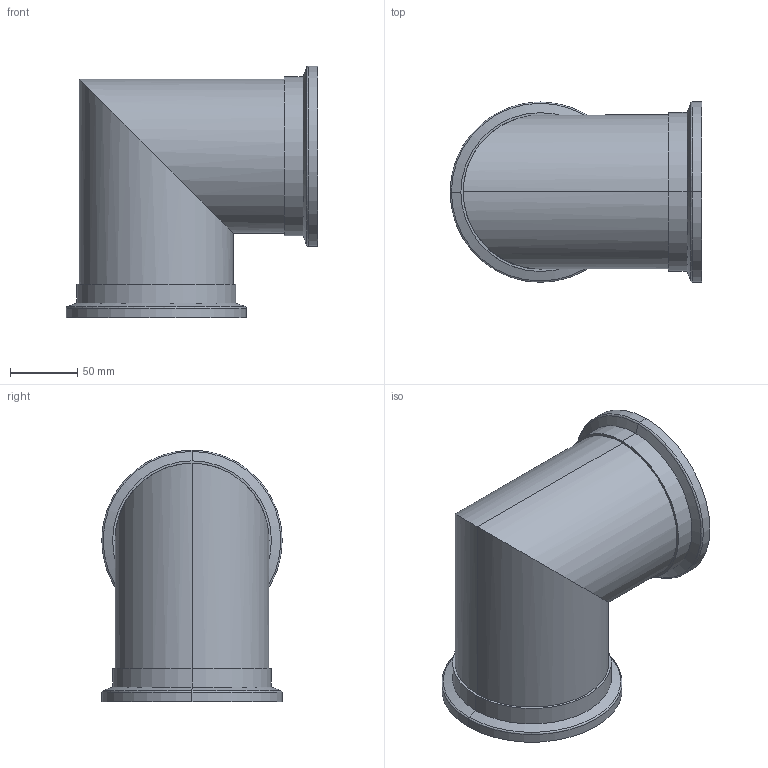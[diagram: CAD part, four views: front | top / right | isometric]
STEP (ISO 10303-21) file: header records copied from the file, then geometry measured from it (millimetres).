
FILE_DESCRIPTION( (''), '2;1');
FILE_NAME ('CAD714.5760.VP6100_12457.stp','2016-05-16T14:00:42',(''),(''),'spGate 11.3.9','spGate','');
FILE_SCHEMA (('AUTOMOTIVE_DESIGN'));
Length unit declared in the file: millimetre
Products named in the file (5): Assembly; VP3100; VP6100-1; VP6100-1_mr; VP3100_mr
Assembly tree (4 placements, depth 2):
  Assembly
    VP3100
    VP6100-1
    VP6100-1_mr
    VP3100_mr
Bounding box: 187.05 x 134 x 187.05 mm (x, y, z)
Volume: 314340 mm3; surface area: 200295.2 mm2
Topology: 4 solids, 4 shells, 46 faces, 92 edges, 56 vertices
Faces by surface type: cylinder 24, bspline 12, plane 10
Entity records: 2238 total; most frequent: CARTESIAN_POINT 444, DIRECTION 184, ORIENTED_EDGE 184, COLOUR_RGB 142, PRESENTATION_STYLE_ASSIGNMENT 142, STYLED_ITEM 142, AXIS2_PLACEMENT_3D 92, EDGE_CURVE 92
